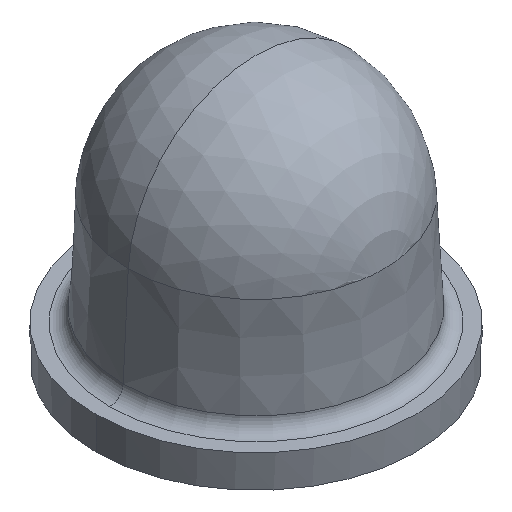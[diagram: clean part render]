
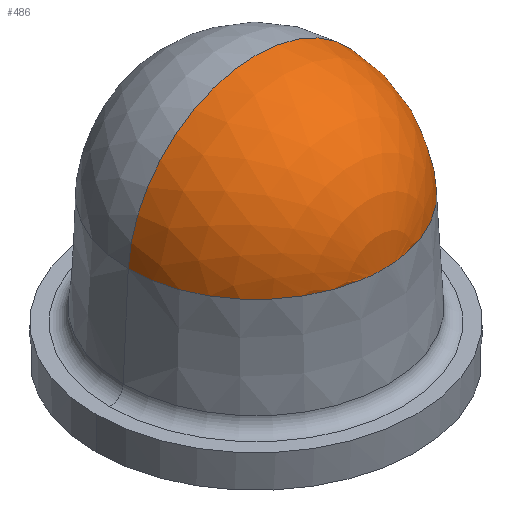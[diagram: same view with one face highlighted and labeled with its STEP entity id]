
A CAD part, isometric view. The second image highlights one B-rep face of the part: STEP entity #486.
In plain terms, the highlighted spherical face has radius 4.719 mm.
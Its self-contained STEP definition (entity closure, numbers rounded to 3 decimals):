
#29 = CARTESIAN_POINT ( 'NONE',  ( 4.712, 0., 5.258 ) ) ;
#80 = DIRECTION ( 'NONE',  ( 0., 0., 1. ) ) ;
#110 = DIRECTION ( 'NONE',  ( 0., -1., 0. ) ) ;
#149 = CARTESIAN_POINT ( 'NONE',  ( -4.712, 0., 5.258 ) ) ;
#195 = EDGE_CURVE ( 'NONE', #244, #503, #599, .T. ) ;
#244 = VERTEX_POINT ( 'NONE', #149 ) ;
#251 = ORIENTED_EDGE ( 'NONE', *, *, #195, .F. ) ;
#260 = SPHERICAL_SURFACE ( 'NONE', #406, 4.719 ) ;
#266 = VERTEX_POINT ( 'NONE', #29 ) ;
#318 = AXIS2_PLACEMENT_3D ( 'NONE', #490, #110, #810 ) ;
#322 = EDGE_LOOP ( 'NONE', ( #360, #366, #251 ) ) ;
#326 = CIRCLE ( 'NONE', #792, 4.712 ) ;
#341 = CARTESIAN_POINT ( 'NONE',  ( 0., 0., 5.011 ) ) ;
#360 = ORIENTED_EDGE ( 'NONE', *, *, #649, .T. ) ;
#366 = ORIENTED_EDGE ( 'NONE', *, *, #653, .T. ) ;
#405 = DIRECTION ( 'NONE',  ( 0., 1., 0. ) ) ;
#406 = AXIS2_PLACEMENT_3D ( 'NONE', #580, #711, #652 ) ;
#482 = CIRCLE ( 'NONE', #318, 4.719 ) ;
#486 = ADVANCED_FACE ( 'NONE', ( #777 ), #260, .T. ) ;
#490 = CARTESIAN_POINT ( 'NONE',  ( 0., 0., 5.011 ) ) ;
#503 = VERTEX_POINT ( 'NONE', #723 ) ;
#543 = AXIS2_PLACEMENT_3D ( 'NONE', #341, #405, #80 ) ;
#580 = CARTESIAN_POINT ( 'NONE',  ( 0., 0., 5.011 ) ) ;
#599 = CIRCLE ( 'NONE', #543, 4.719 ) ;
#611 = DIRECTION ( 'NONE',  ( 1., 0., 0. ) ) ;
#649 = EDGE_CURVE ( 'NONE', #244, #266, #326, .T. ) ;
#652 = DIRECTION ( 'NONE',  ( -1., 0., 0. ) ) ;
#653 = EDGE_CURVE ( 'NONE', #266, #503, #482, .T. ) ;
#711 = DIRECTION ( 'NONE',  ( 0., -1., 0. ) ) ;
#723 = CARTESIAN_POINT ( 'NONE',  ( 0., 0., 9.73 ) ) ;
#737 = DIRECTION ( 'NONE',  ( 0., 0., 1. ) ) ;
#777 = FACE_OUTER_BOUND ( 'NONE', #322, .T. ) ;
#792 = AXIS2_PLACEMENT_3D ( 'NONE', #808, #737, #611 ) ;
#808 = CARTESIAN_POINT ( 'NONE',  ( 0., 0., 5.258 ) ) ;
#810 = DIRECTION ( 'NONE',  ( 1., 0., 0. ) ) ;
